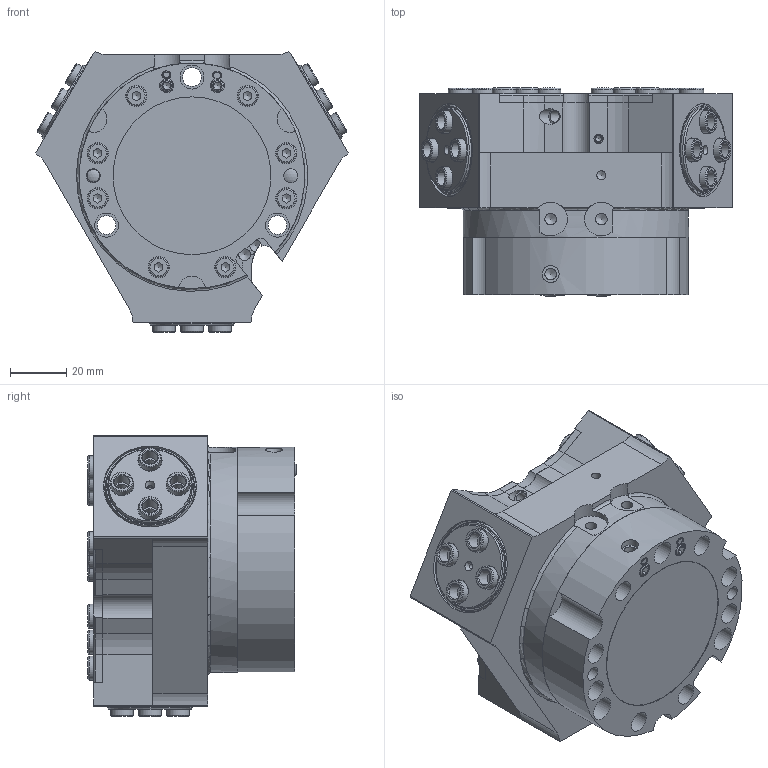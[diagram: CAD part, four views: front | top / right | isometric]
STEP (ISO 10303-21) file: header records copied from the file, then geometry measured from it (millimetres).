
FILE_DESCRIPTION(/* description */ ('ASSIEME Corsa 8 mm'),/* implementation_level */ '2;1');
FILE_NAME(/* name */ 'GZO-80-C1-MC.stp',/* time_stamp */ '2024-01-17T18:13:27+01:00',/* author */ ('Tecnico 2'),/* organization */ ('TERMOMACCHINE s.r.l.'),/* preprocessor_version */ 'ST-DEVELOPER v19.2',/* originating_system */ 'Autodesk Inventor 2023',/* authorisation */ '');
FILE_SCHEMA (('AUTOMOTIVE_DESIGN { 1 0 10303 214 3 1 1 }'));
Length unit declared in the file: millimetre
Products named in the file (12): 11151046; DIN 913 - M5 x 5; DIN 7984 - M5 x 8; ISO 8734 - 5 x 12 - A; ISO 4762  - M4 x 20; DIN 913 - M4 x 5; GZO-80-CORPO CLIENTE; GZO-80-COPERCHIO CLIENTE; GSO-80-GRIFFA; BOCCOLA 8H7L5.4; AY3001 P5008; PZP-80-FONDELLO-MA-MC CLIENTE
Assembly tree (52 placements, depth 2):
  11151046
    DIN 913 - M5 x 5  x2
    DIN 7984 - M5 x 8  x18
    ISO 8734 - 5 x 12 - A  x2
    ISO 4762  - M4 x 20  x8
    DIN 913 - M4 x 5
    GZO-80-CORPO CLIENTE
    GZO-80-COPERCHIO CLIENTE
    BOCCOLA 8H7L5.4  x12
    GSO-80-GRIFFA  x3
    AY3001 P5008  x3
    PZP-80-FONDELLO-MA-MC CLIENTE
Bounding box: 110.67 x 73.79 x 99.49 mm (x, y, z)
Volume: 401737.9 mm3; surface area: 110811.4 mm2
Topology: 52 solids, 52 shells, 1135 faces, 2753 edges, 1831 vertices
Faces by surface type: plane 499, cylinder 312, cone 207, torus 83, bspline 30, sphere 4
Full cylindrical faces by diameter (mm): 1.6 x3, 2.5 x3, 3.242 x10, 4 x9, 4.134 x46, 4.2 x1, 5 x28, 5.2 x18, 5.3 x12, 5.5 x1, 6 x1, 6.647 x3, 7 x8, 7.5 x8, 8 x24, 8.5 x21, 9 x18, 9.6 x6, 30 x9, 30.2 x3, 30.4 x3, 33 x3, 37.8 x3, 38 x6, 56 x1
Entity records: 17665 total; most frequent: CARTESIAN_POINT 3793, DIRECTION 2838, ORIENTED_EDGE 2592, EDGE_CURVE 1296, AXIS2_PLACEMENT_3D 1115, VERTEX_POINT 873, EDGE_LOOP 721, LINE 608
